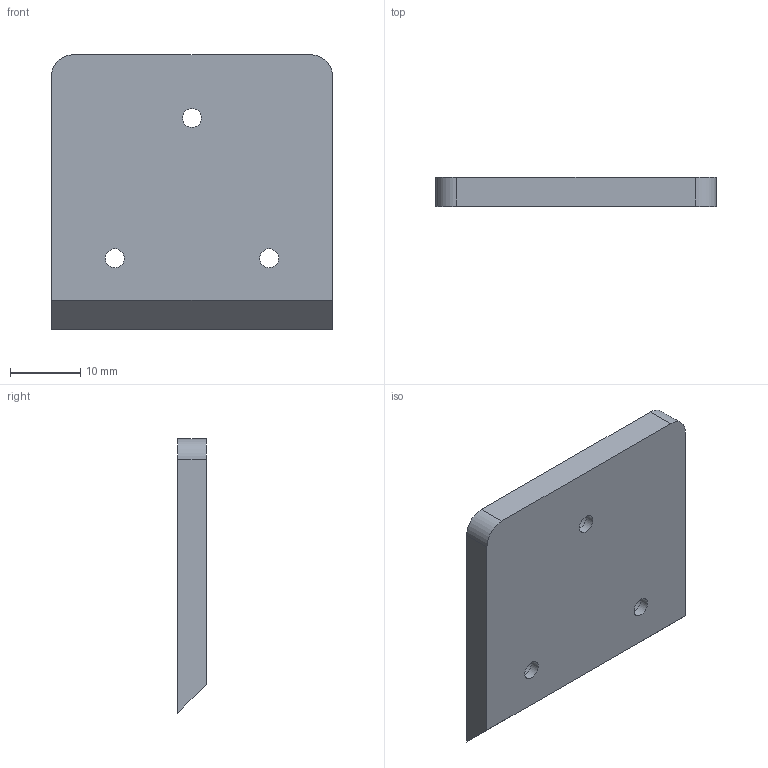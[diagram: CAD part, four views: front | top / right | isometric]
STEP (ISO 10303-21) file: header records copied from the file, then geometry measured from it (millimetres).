
FILE_DESCRIPTION(/* description */ (''),/* implementation_level */ '2;1');
FILE_NAME(/* name */ 'MountingPlate_Carriage v14.step',/* time_stamp */ '2019-09-13T17:03:34+02:00',/* author */ (''),/* organization */ (''),/* preprocessor_version */ 'ST-DEVELOPER v18',/* originating_system */ 'Autodesk Translation Framework v8.6.0.1094',/* authorisation */ '');
FILE_SCHEMA (('AUTOMOTIVE_DESIGN { 1 0 10303 214 3 1 1 }'));
Length unit declared in the file: millimetre
Products named in the file (2): MountingPlate_Carriage; Magnet
Assembly tree (3 placements, depth 2):
  MountingPlate_Carriage
    Magnet  x3
Bounding box: 40 x 4.1 x 39.1 mm (x, y, z)
Volume: 5764.1 mm3; surface area: 4347.2 mm2
Topology: 4 solids, 4 shells, 50 faces, 101 edges, 65 vertices
Faces by surface type: plane 36, cylinder 14
Full cylindrical faces by diameter (mm): 2.7 x3, 4.5 x3, 6 x3, 6.1 x3
Entity records: 1288 total; most frequent: DIRECTION 222, CARTESIAN_POINT 205, ORIENTED_EDGE 190, EDGE_CURVE 95, AXIS2_PLACEMENT_3D 78, LINE 66, VECTOR 66, VERTEX_POINT 61
